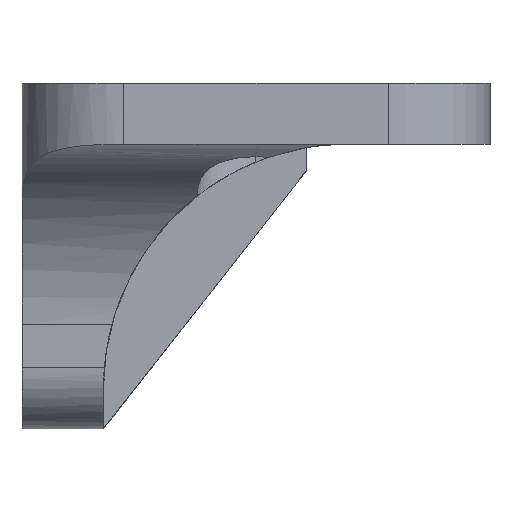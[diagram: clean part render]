
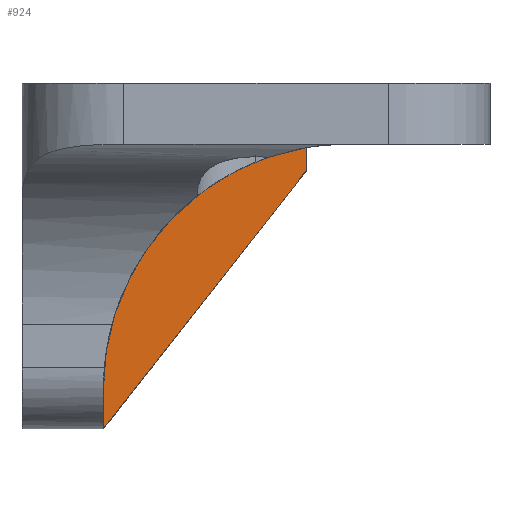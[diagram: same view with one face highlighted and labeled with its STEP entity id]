
A CAD part, left-side view. The second image highlights one B-rep face of the part: STEP entity #924.
In plain terms, the highlighted planar face has unit normal (-1, 0, 0).
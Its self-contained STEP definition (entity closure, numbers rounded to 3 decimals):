
#67 = VERTEX_POINT ( 'NONE', #3314 ) ;
#194 = ORIENTED_EDGE ( 'NONE', *, *, #719, .F. ) ;
#222 = FACE_OUTER_BOUND ( 'NONE', #2947, .T. ) ;
#297 = CIRCLE ( 'NONE', #778, 12. ) ;
#302 = DIRECTION ( 'NONE',  ( -1., 0., 0. ) ) ;
#340 = DIRECTION ( 'NONE',  ( 0., 0., -1. ) ) ;
#658 = LINE ( 'NONE', #697, #2804 ) ;
#697 = CARTESIAN_POINT ( 'NONE',  ( -10., 0., 0. ) ) ;
#719 = EDGE_CURVE ( 'NONE', #1732, #2126, #658, .T. ) ;
#778 = AXIS2_PLACEMENT_3D ( 'NONE', #2926, #302, #340 ) ;
#846 = LINE ( 'NONE', #2491, #3896 ) ;
#848 = ORIENTED_EDGE ( 'NONE', *, *, #4053, .F. ) ;
#924 = ADVANCED_FACE ( 'NONE', ( #222 ), #4133, .F. ) ;
#1571 = CARTESIAN_POINT ( 'NONE',  ( -10., 0., -14. ) ) ;
#1591 = DIRECTION ( 'NONE',  ( 0., 0., 1. ) ) ;
#1600 = CARTESIAN_POINT ( 'NONE',  ( -10., 0., -14. ) ) ;
#1732 = VERTEX_POINT ( 'NONE', #1600 ) ;
#1840 = DIRECTION ( 'NONE',  ( 1., 0., 0. ) ) ;
#1952 = DIRECTION ( 'NONE',  ( 0., 0., 1. ) ) ;
#2126 = VERTEX_POINT ( 'NONE', #3530 ) ;
#2303 = CARTESIAN_POINT ( 'NONE',  ( -10., -10., -0.168 ) ) ;
#2488 = CARTESIAN_POINT ( 'NONE',  ( -10., 0., 0. ) ) ;
#2491 = CARTESIAN_POINT ( 'NONE',  ( -10., -10., 0. ) ) ;
#2804 = VECTOR ( 'NONE', #1952, 1000. ) ;
#2807 = VERTEX_POINT ( 'NONE', #2303 ) ;
#2813 = ORIENTED_EDGE ( 'NONE', *, *, #3408, .F. ) ;
#2816 = VECTOR ( 'NONE', #2876, 1000. ) ;
#2834 = EDGE_CURVE ( 'NONE', #2807, #2126, #297, .T. ) ;
#2876 = DIRECTION ( 'NONE',  ( 0., 0.618, -0.786 ) ) ;
#2926 = CARTESIAN_POINT ( 'NONE',  ( -10., -12., -12. ) ) ;
#2947 = EDGE_LOOP ( 'NONE', ( #2813, #4124, #194, #848 ) ) ;
#3200 = LINE ( 'NONE', #1571, #2816 ) ;
#3314 = CARTESIAN_POINT ( 'NONE',  ( -10., -10., -1.273 ) ) ;
#3408 = EDGE_CURVE ( 'NONE', #2807, #67, #846, .T. ) ;
#3530 = CARTESIAN_POINT ( 'NONE',  ( -10., 0., -12. ) ) ;
#3553 = AXIS2_PLACEMENT_3D ( 'NONE', #2488, #1840, #1591 ) ;
#3896 = VECTOR ( 'NONE', #4099, 1000. ) ;
#4053 = EDGE_CURVE ( 'NONE', #67, #1732, #3200, .T. ) ;
#4099 = DIRECTION ( 'NONE',  ( 0., 0., -1. ) ) ;
#4124 = ORIENTED_EDGE ( 'NONE', *, *, #2834, .T. ) ;
#4133 = PLANE ( 'NONE',  #3553 ) ;
